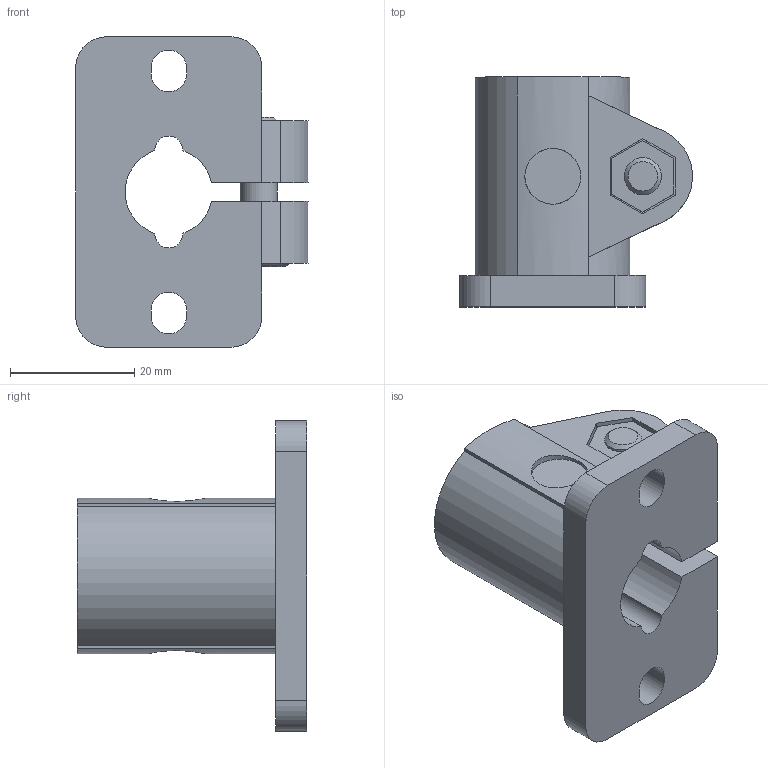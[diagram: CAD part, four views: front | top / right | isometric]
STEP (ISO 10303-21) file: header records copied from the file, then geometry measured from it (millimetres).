
FILE_DESCRIPTION( ( 'STEP AP214' ), '1' );
FILE_NAME( 'K0477.114.stp', '2020-12-08T09:54:18', ( '' ), ( '' ), ' ', 'PARTsolutions', ' ' );
FILE_SCHEMA( ( 'AUTOMOTIVE_DESIGN { 1 0 10303 214 1 1 1 1 }' ) );
Length unit declared in the file: millimetre
Products named in the file (1): _K0477.114
Bounding box: 37.47 x 37 x 50 mm (x, y, z)
Volume: 19548 mm3; surface area: 10244.6 mm2
Topology: 1 solids, 1 shells, 93 faces, 245 edges, 164 vertices
Faces by surface type: plane 62, cylinder 29, cone 1, torus 1
Full cylindrical faces by diameter (mm): 6 x2, 6.5 x2, 9 x2, 10 x1
Entity records: 3690 total; most frequent: CARTESIAN_POINT 616, DIRECTION 476, ORIENTED_EDGE 464, EDGE_CURVE 232, LINE 172, VECTOR 172, VERTEX_POINT 160, AXIS2_PLACEMENT_3D 152
